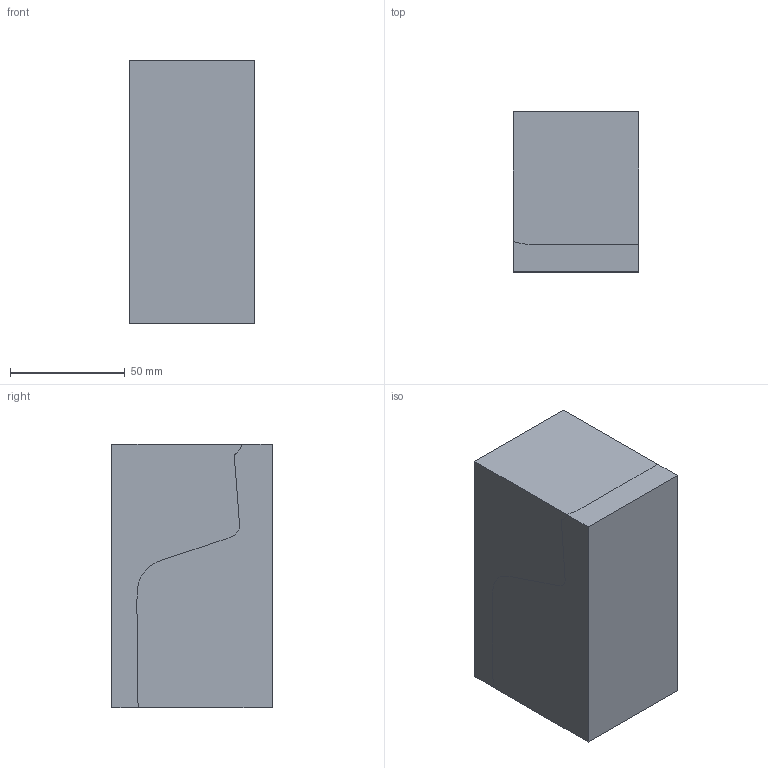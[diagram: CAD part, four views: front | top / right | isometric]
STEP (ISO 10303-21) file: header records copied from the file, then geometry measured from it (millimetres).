
FILE_DESCRIPTION (( 'STEP AP214' ), '1' );
FILE_NAME ('24121690 Parting Surface Example.STEP', '2021-09-16T00:53:13', ( '' ), ( '' ), 'SwSTEP 2.0', 'SolidWorks 2021', '' );
FILE_SCHEMA (( 'AUTOMOTIVE_DESIGN' ));
Length unit declared in the file: millimetre
Products named in the file (1): 24121690 Parting Surface Example
Bounding box: 55 x 70 x 115 mm (x, y, z)
Volume: 442792.1 mm3; surface area: 68403.7 mm2
Topology: 3 solids, 3 shells, 212 faces, 528 edges, 314 vertices
Faces by surface type: bspline 94, plane 60, cylinder 54, torus 4
Entity records: 37820 total; most frequent: CARTESIAN_POINT 33991, ORIENTED_EDGE 1040, EDGE_CURVE 520, B_SPLINE_CURVE_WITH_KNOTS 376, DIRECTION 370, VERTEX_POINT 314, EDGE_LOOP 212, ADVANCED_FACE 212
